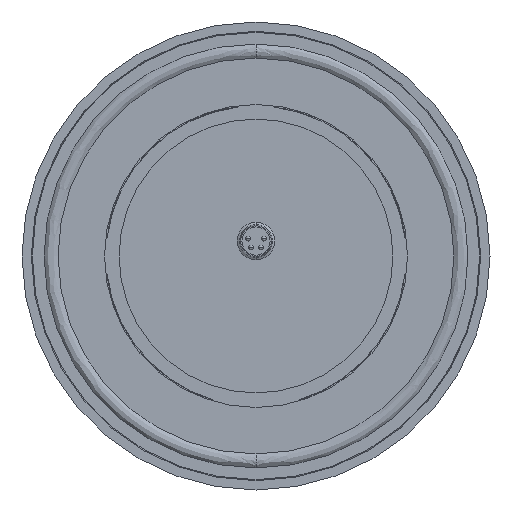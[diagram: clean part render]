
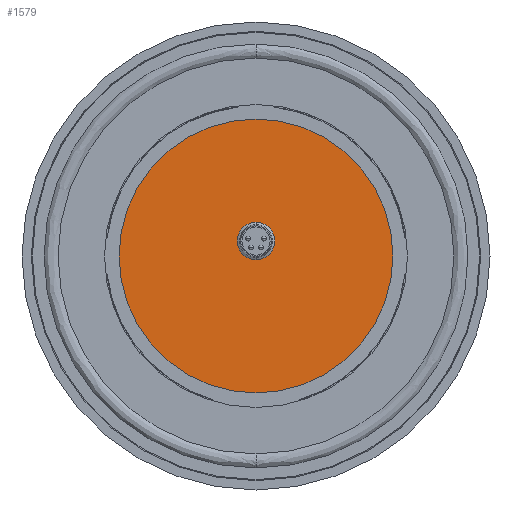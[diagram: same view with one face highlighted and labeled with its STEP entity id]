
A CAD part, front view. The second image highlights one B-rep face of the part: STEP entity #1579.
In plain terms, the highlighted planar face has unit normal (0, -1, 0).
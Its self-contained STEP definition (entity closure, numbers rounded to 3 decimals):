
#178 = EDGE_LOOP ( 'NONE', ( #1408, #2662 ) ) ;
#281 = DIRECTION ( 'NONE',  ( 0., 0., -1. ) ) ;
#312 = FACE_OUTER_BOUND ( 'NONE', #178, .T. ) ;
#356 = AXIS2_PLACEMENT_3D ( 'NONE', #1097, #2594, #3057 ) ;
#780 = AXIS2_PLACEMENT_3D ( 'NONE', #1075, #1572, #281 ) ;
#903 = DIRECTION ( 'NONE',  ( 0., -1., 0. ) ) ;
#1075 = CARTESIAN_POINT ( 'NONE',  ( -29.2, -9.7, 0. ) ) ;
#1097 = CARTESIAN_POINT ( 'NONE',  ( 0., -9.7, 0. ) ) ;
#1135 = EDGE_CURVE ( 'NONE', #2199, #2212, #2526, .T. ) ;
#1150 = AXIS2_PLACEMENT_3D ( 'NONE', #3074, #903, #2398 ) ;
#1159 = EDGE_CURVE ( 'NONE', #2212, #2199, #1766, .T. ) ;
#1316 = PLANE ( 'NONE',  #780 ) ;
#1408 = ORIENTED_EDGE ( 'NONE', *, *, #1135, .T. ) ;
#1490 = CARTESIAN_POINT ( 'NONE',  ( 0., -9.7, -29.2 ) ) ;
#1572 = DIRECTION ( 'NONE',  ( 0., -1., 0. ) ) ;
#1579 = ADVANCED_FACE ( 'NONE', ( #312 ), #1316, .T. ) ;
#1766 = CIRCLE ( 'NONE', #356, 29.2 ) ;
#2199 = VERTEX_POINT ( 'NONE', #1490 ) ;
#2212 = VERTEX_POINT ( 'NONE', #2291 ) ;
#2291 = CARTESIAN_POINT ( 'NONE',  ( 0., -9.7, 29.2 ) ) ;
#2398 = DIRECTION ( 'NONE',  ( 0., 0., -1. ) ) ;
#2526 = CIRCLE ( 'NONE', #1150, 29.2 ) ;
#2594 = DIRECTION ( 'NONE',  ( 0., -1., 0. ) ) ;
#2662 = ORIENTED_EDGE ( 'NONE', *, *, #1159, .T. ) ;
#3057 = DIRECTION ( 'NONE',  ( 0., 0., -1. ) ) ;
#3074 = CARTESIAN_POINT ( 'NONE',  ( 0., -9.7, 0. ) ) ;
